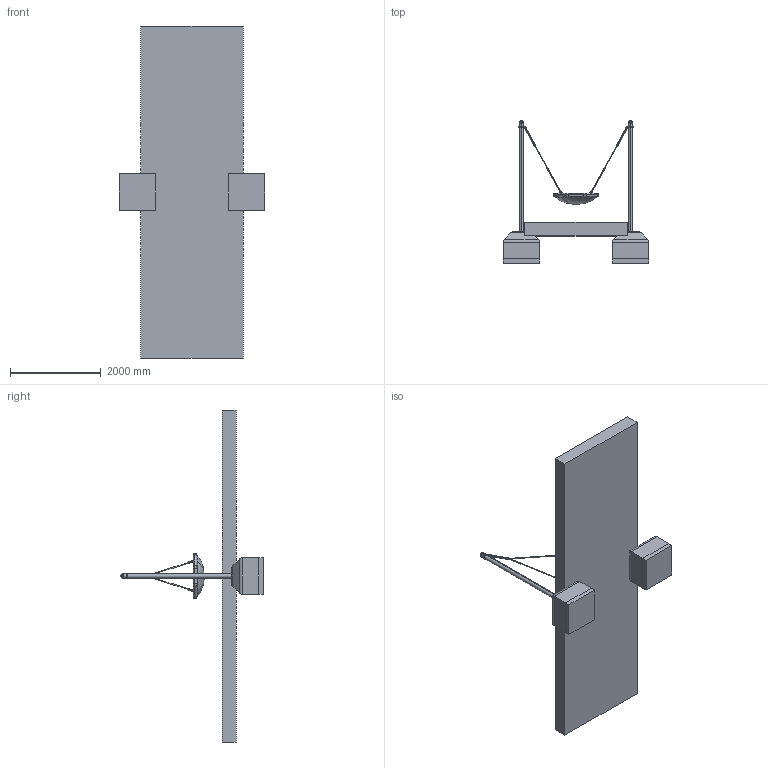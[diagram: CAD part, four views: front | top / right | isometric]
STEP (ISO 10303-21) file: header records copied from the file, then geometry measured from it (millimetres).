
FILE_DESCRIPTION (( 'STEP AP214' ), '1' );
FILE_NAME ('Easy_Swing Wabennest 4591_50_3.STEP', '2019-06-24T09:42:27', ( '' ), ( '' ), 'SwSTEP 2.0', 'SolidWorks 2016', '' );
FILE_SCHEMA (( 'AUTOMOTIVE_DESIGN' ));
Length unit declared in the file: metre
Products named in the file (19): Fundament Easy-Swing 4591-50-3_1; Spiegeln55-4607 - Schäkel gerade M8_ V2A; PA Halbmondbuchse; Easy_Swing Wabennest 4591_50_3; Wabennestring  _4591_50_3_Standard_Wie bearbeitet_; Schlossschraube M10x30; 35-102 - Pfostenschelle mit 70-4594-70 - PA-Adapter_vereinfacht; 457-04 - Kunststoff Kausche_Blau; 8er Kette 34 cm; Mutter; Schutzschlauch_380_mm_1; 35-102 - Pfostenschelle f黵 102er Rohr; 8er Kettenglied_Standard_Wie bearbeitet_; Pfosten 3000 lang_1; 1116 blau_1; Sicherheitsbereich Easy-Swing Wabennest_1; 70-4602-17 - PA-Buchse-nur-fuer-Austauschohne bolzenVersion Wackelbalken_; Abdeckkappe ﾘ 102 mm; 55-02-08 - Schäkel M8 geschweift
Assembly tree (59 placements, depth 3):
  Easy_Swing Wabennest 4591_50_3
    Pfosten 3000 lang_1
    Fundament Easy-Swing 4591-50-3_1  x2
    Sicherheitsbereich Easy-Swing Wabennest_1
    Abdeckkappe ﾘ 102 mm  x2
    Wabennestring  _4591_50_3_Standard_Wie bearbeitet_
    35-102 - Pfostenschelle mit 70-4594-70 - PA-Adapter_vereinfacht  x2
      Schlossschraube M10x30
      Mutter
      35-102 - Pfostenschelle f黵 102er Rohr
    55-02-08 - Schäkel M8 geschweift  x5
    PA Halbmondbuchse  x3
    Spiegeln55-4607 - Schäkel gerade M8_ V2A  x7
    457-04 - Kunststoff Kausche_Blau  x6
    1116 blau_1  x4
    70-4602-17 - PA-Buchse-nur-fuer-Austauschohne bolzenVersion Wackelbalken_  x4
    8er Kette 34 cm  x12
      8er Kettenglied_Standard_Wie bearbeitet_
    8er Kettenglied_Standard_Wie bearbeitet_  x2
    Schutzschlauch_380_mm_1  x2
Bounding box: 3200 x 3138.96 x 7300 mm (x, y, z)
Volume: 5741850566.7 mm3; surface area: 55607464.3 mm2
Topology: 128 solids, 128 shells, 2948 faces, 7342 edges, 4471 vertices
Faces by surface type: cylinder 1105, bspline 872, plane 698, torus 217, cone 56
Entity records: 35956 total; most frequent: CARTESIAN_POINT 18844, ORIENTED_EDGE 3380, DIRECTION 3198, EDGE_CURVE 1690, AXIS2_PLACEMENT_3D 1298, VERTEX_POINT 1039, EDGE_LOOP 833, ADVANCED_FACE 734
